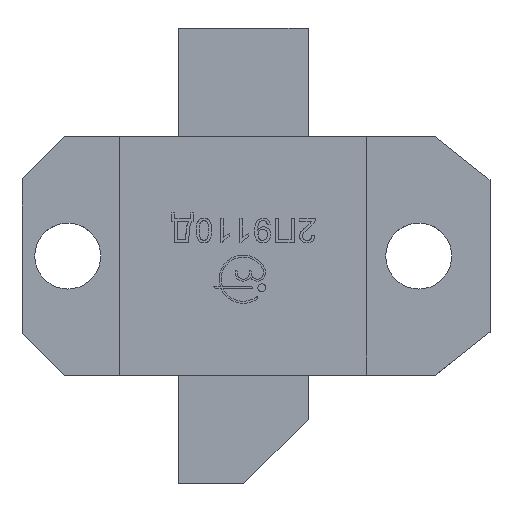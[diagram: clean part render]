
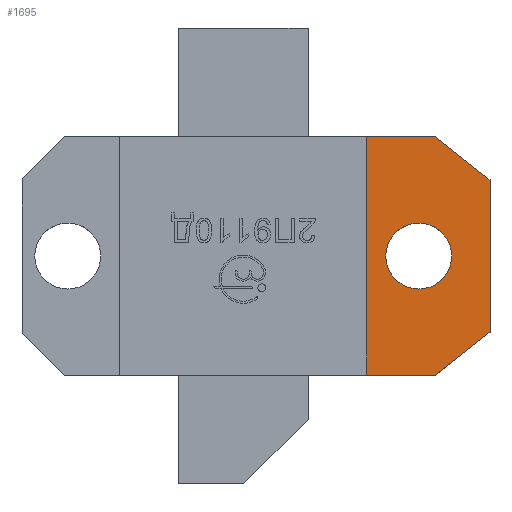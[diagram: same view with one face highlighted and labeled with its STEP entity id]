
A CAD part, top view. The second image highlights one B-rep face of the part: STEP entity #1695.
In plain terms, the highlighted planar face has unit normal (0, 0, 1).
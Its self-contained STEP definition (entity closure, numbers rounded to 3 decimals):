
#1695=ADVANCED_FACE('',(#3043,#3045),#3047,.T.);
#3043=FACE_BOUND('',#3044,.T.);
#3044=EDGE_LOOP('',(#4379,#4380,#4381,#4382,#4383,#4384));
#3045=FACE_BOUND('',#3046,.T.);
#3046=EDGE_LOOP('',(#4385));
#3047=PLANE('',#3048);
#3048=AXIS2_PLACEMENT_3D('',#3049,#3050,#3051);
#3049=CARTESIAN_POINT('',(0.,0.,1.6));
#3050=DIRECTION('',(0.,0.,1.));
#3051=DIRECTION('',(-1.,0.,0.));
#4379=ORIENTED_EDGE('',*,*,#4933,.F.);
#4380=ORIENTED_EDGE('',*,*,#4946,.T.);
#4381=ORIENTED_EDGE('',*,*,#4947,.T.);
#4382=ORIENTED_EDGE('',*,*,#4948,.T.);
#4383=ORIENTED_EDGE('',*,*,#4949,.T.);
#4384=ORIENTED_EDGE('',*,*,#4950,.T.);
#4385=ORIENTED_EDGE('',*,*,#4951,.T.);
#4933=EDGE_CURVE('',#5792,#5794,#5795,.T.);
#4946=EDGE_CURVE('',#5792,#5814,#5815,.T.);
#4947=EDGE_CURVE('',#5814,#5816,#5817,.T.);
#4948=EDGE_CURVE('',#5816,#5818,#5819,.T.);
#4949=EDGE_CURVE('',#5818,#5820,#5821,.T.);
#4950=EDGE_CURVE('',#5820,#5794,#5822,.T.);
#4951=EDGE_CURVE('',#5823,#5823,#5824,.F.);
#5792=VERTEX_POINT('',#7689);
#5794=VERTEX_POINT('',#7693);
#5795=LINE('',#7694,#7695);
#5814=VERTEX_POINT('',#7740);
#5815=LINE('',#7741,#7742);
#5816=VERTEX_POINT('',#7744);
#5817=LINE('',#7745,#7746);
#5818=VERTEX_POINT('',#7748);
#5819=LINE('',#7749,#7750);
#5820=VERTEX_POINT('',#7752);
#5821=LINE('',#7753,#7754);
#5822=LINE('',#7756,#7757);
#5823=VERTEX_POINT('',#7759);
#5824=CIRCLE('',#7760,1.55);
#7689=CARTESIAN_POINT('',(5.8,-5.6,1.6));
#7693=CARTESIAN_POINT('',(5.8,5.6,1.6));
#7694=CARTESIAN_POINT('',(5.8,-5.6,1.6));
#7695=VECTOR('',#7696,1.);
#7696=DIRECTION('',(0.,1.,0.));
#7740=CARTESIAN_POINT('',(9.05,-5.6,1.6));
#7741=CARTESIAN_POINT('',(5.8,-5.6,1.6));
#7742=VECTOR('',#7743,1.);
#7743=DIRECTION('',(1.,0.,0.));
#7744=CARTESIAN_POINT('',(11.6,-3.575,1.6));
#7745=CARTESIAN_POINT('',(9.05,-5.6,1.6));
#7746=VECTOR('',#7747,1.);
#7747=DIRECTION('',(0.783,0.622,0.));
#7748=CARTESIAN_POINT('',(11.6,3.575,1.6));
#7749=CARTESIAN_POINT('',(11.6,-3.575,1.6));
#7750=VECTOR('',#7751,1.);
#7751=DIRECTION('',(0.,1.,0.));
#7752=CARTESIAN_POINT('',(9.05,5.6,1.6));
#7753=CARTESIAN_POINT('',(11.6,3.575,1.6));
#7754=VECTOR('',#7755,1.);
#7755=DIRECTION('',(-0.783,0.622,0.));
#7756=CARTESIAN_POINT('',(9.05,5.6,1.6));
#7757=VECTOR('',#7758,1.);
#7758=DIRECTION('',(-1.,0.,0.));
#7759=CARTESIAN_POINT('',(6.7,0.,1.6));
#7760=AXIS2_PLACEMENT_3D('',#7761,#7762,#7763);
#7761=CARTESIAN_POINT('',(8.25,0.,1.6));
#7762=DIRECTION('',(0.,0.,1.));
#7763=DIRECTION('',(-1.,0.,0.));
